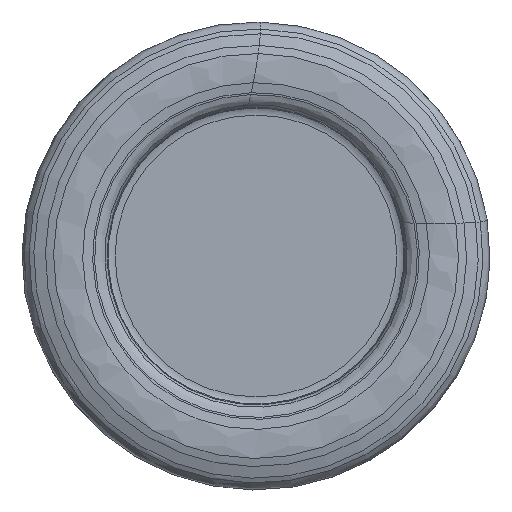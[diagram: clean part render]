
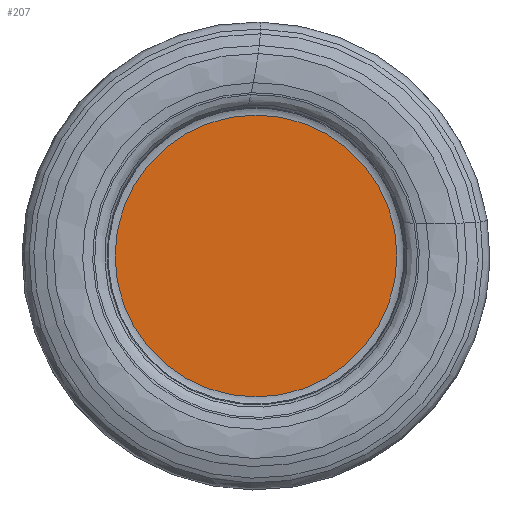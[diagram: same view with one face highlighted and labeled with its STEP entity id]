
A CAD part, left-side view. The second image highlights one B-rep face of the part: STEP entity #207.
In plain terms, the highlighted planar face has unit normal (-1, 0, 0).
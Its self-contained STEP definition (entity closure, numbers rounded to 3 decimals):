
#104=PLANE('',#1220);
#207=ADVANCED_FACE('',(#321),#104,.F.);
#321=FACE_OUTER_BOUND('',#427,.T.);
#427=EDGE_LOOP('',(#808));
#534=CIRCLE('',#1218,9.635);
#808=ORIENTED_EDGE('',*,*,#1026,.T.);
#889=VERTEX_POINT('',#2663);
#1026=EDGE_CURVE('',#889,#889,#534,.T.);
#1218=AXIS2_PLACEMENT_3D('',#2662,#1513,#1514);
#1220=AXIS2_PLACEMENT_3D('',#2665,#1517,#1518);
#1513=DIRECTION('',(-1.,0.,0.));
#1514=DIRECTION('',(0.,0.,1.));
#1517=DIRECTION('',(1.,0.,0.));
#1518=DIRECTION('',(0.,0.,-1.));
#2662=CARTESIAN_POINT('',(1.9,0.,0.));
#2663=CARTESIAN_POINT('',(1.9,0.,9.635));
#2665=CARTESIAN_POINT('',(1.9,9.635,0.));
